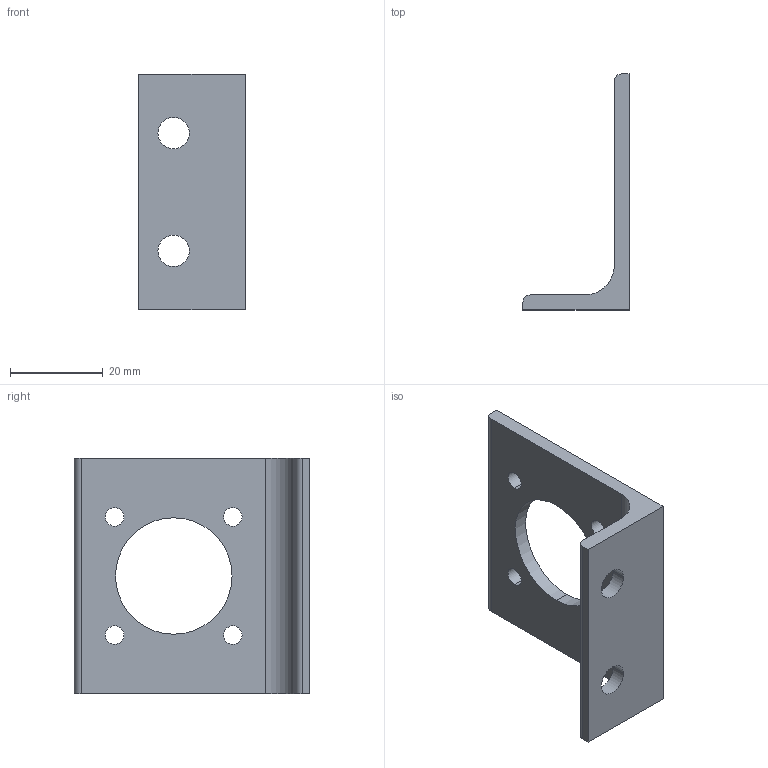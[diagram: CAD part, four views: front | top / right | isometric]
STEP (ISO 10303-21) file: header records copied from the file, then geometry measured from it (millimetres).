
FILE_DESCRIPTION (( 'STEP AP203' ), '1' );
FILE_NAME ('8982K141_Multipurpose 6061 Aluminum 90 Degree Angle_8982K141_sldprt.STEP', '2021-08-06T01:53:23', ( '' ), ( '' ), 'SwSTEP 2.0', 'SolidWorks 2019', '' );
FILE_SCHEMA (( 'CONFIG_CONTROL_DESIGN' ));
Length unit declared in the file: inch
Products named in the file (1): 8982K141_Multipurpose 6061 Aluminum 90 Degree Angle_8982K141_sldprt
Bounding box: 22.86 x 50.8 x 50.8 mm (x, y, z)
Volume: 9794.9 mm3; surface area: 7050.1 mm2
Topology: 1 solids, 1 shells, 25 faces, 69 edges, 46 vertices
Faces by surface type: cylinder 17, plane 8
Entity records: 924 total; most frequent: DIRECTION 155, CARTESIAN_POINT 141, ORIENTED_EDGE 138, EDGE_CURVE 69, AXIS2_PLACEMENT_3D 60, VERTEX_POINT 46, EDGE_LOOP 39, VECTOR 35
